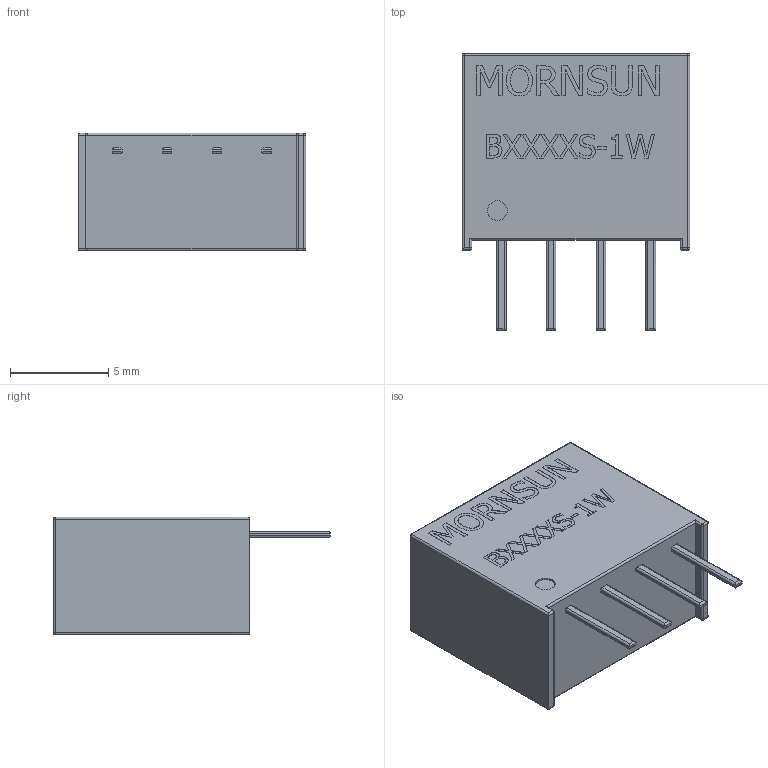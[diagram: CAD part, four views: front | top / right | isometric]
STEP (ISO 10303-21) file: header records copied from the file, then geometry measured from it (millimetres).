
FILE_DESCRIPTION(/* description */ (''),/* implementation_level */ '2;1');
FILE_NAME(/* name */ 'DC_DC_ISO_B_S_1W.stp',/* time_stamp */ '2015-03-28T14:27:55+02:00',/* author */ ('Admin'),/* organization */ (''),/* preprocessor_version */ 'ST-DEVELOPER v15.2',/* originating_system */ 'Autodesk Inventor 2014',/* authorisation */ '');
FILE_SCHEMA (('AUTOMOTIVE_DESIGN { 1 0 10303 214 3 1 1 }'));
Length unit declared in the file: millimetre
Products named in the file (1): DC_DC_ISO_B_S_1W
Bounding box: 11.6 x 14.1 x 6 mm (x, y, z)
Volume: 666.4 mm3; surface area: 510.2 mm2
Topology: 5 solids, 5 shells, 330 faces, 845 edges, 546 vertices
Faces by surface type: plane 198, bspline 76, cylinder 46, sphere 10
Full cylindrical faces by diameter (mm): 1 x1
Entity records: 10589 total; most frequent: CARTESIAN_POINT 2937, ORIENTED_EDGE 1688, DIRECTION 1272, EDGE_CURVE 844, LINE 622, VECTOR 622, VERTEX_POINT 546, EDGE_LOOP 352
